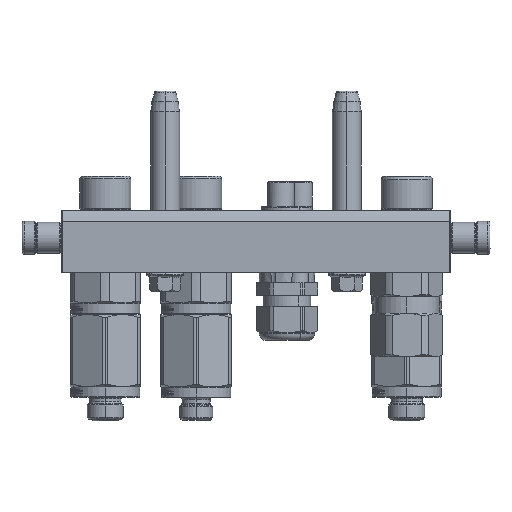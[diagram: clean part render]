
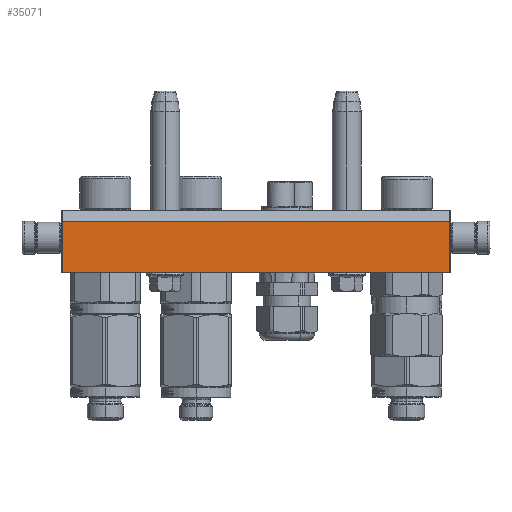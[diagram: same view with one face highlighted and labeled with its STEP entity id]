
A CAD part, left-side view. The second image highlights one B-rep face of the part: STEP entity #35071.
In plain terms, the highlighted face is planar.
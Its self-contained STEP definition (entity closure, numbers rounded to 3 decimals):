
#5571 = PLANE ( 'NONE',  #81270 ) ;
#11505 = CARTESIAN_POINT ( 'NONE',  ( 93.5, -10., -45. ) ) ;
#13770 = VECTOR ( 'NONE', #55444, 1000. ) ;
#19101 = VERTEX_POINT ( 'NONE', #59465 ) ;
#21207 = CARTESIAN_POINT ( 'NONE',  ( -93.5, -10., -45. ) ) ;
#22636 = CARTESIAN_POINT ( 'NONE',  ( 94., -15., -45. ) ) ;
#25363 = ORIENTED_EDGE ( 'NONE', *, *, #107483, .F. ) ;
#27039 = VECTOR ( 'NONE', #70888, 1000. ) ;
#27353 = EDGE_LOOP ( 'NONE', ( #55293, #35087, #25363, #101629 ) ) ;
#30460 = DIRECTION ( 'NONE',  ( -1., 0., 0. ) ) ;
#34270 = CARTESIAN_POINT ( 'NONE',  ( 93.5, 15., -45. ) ) ;
#35071 = ADVANCED_FACE ( 'NONE', ( #99427 ), #5571, .T. ) ;
#35087 = ORIENTED_EDGE ( 'NONE', *, *, #66711, .F. ) ;
#36116 = VECTOR ( 'NONE', #92918, 1000. ) ;
#39087 = VERTEX_POINT ( 'NONE', #11505 ) ;
#39895 = CARTESIAN_POINT ( 'NONE',  ( 93.5, 15., -45. ) ) ;
#40152 = DIRECTION ( 'NONE',  ( 0., 0., -1. ) ) ;
#55293 = ORIENTED_EDGE ( 'NONE', *, *, #80066, .F. ) ;
#55444 = DIRECTION ( 'NONE',  ( 0., 1., 0. ) ) ;
#59465 = CARTESIAN_POINT ( 'NONE',  ( -93.5, 15., -45. ) ) ;
#59593 = DIRECTION ( 'NONE',  ( -1., 0., 0. ) ) ;
#66565 = CARTESIAN_POINT ( 'NONE',  ( -93.5, -10., -45. ) ) ;
#66711 = EDGE_CURVE ( 'NONE', #39087, #83363, #105400, .T. ) ;
#70888 = DIRECTION ( 'NONE',  ( 1., 0., 0. ) ) ;
#76950 = LINE ( 'NONE', #34270, #92965 ) ;
#80066 = EDGE_CURVE ( 'NONE', #83363, #19101, #76950, .T. ) ;
#81270 = AXIS2_PLACEMENT_3D ( 'NONE', #22636, #40152, #30460 ) ;
#83363 = VERTEX_POINT ( 'NONE', #39895 ) ;
#83947 = CARTESIAN_POINT ( 'NONE',  ( 93.5, -10., -45. ) ) ;
#84319 = LINE ( 'NONE', #97048, #27039 ) ;
#92404 = LINE ( 'NONE', #21207, #13770 ) ;
#92781 = EDGE_CURVE ( 'NONE', #108882, #19101, #92404, .T. ) ;
#92918 = DIRECTION ( 'NONE',  ( 0., 1., 0. ) ) ;
#92965 = VECTOR ( 'NONE', #59593, 1000. ) ;
#97048 = CARTESIAN_POINT ( 'NONE',  ( -93.5, -10., -45. ) ) ;
#99427 = FACE_OUTER_BOUND ( 'NONE', #27353, .T. ) ;
#101629 = ORIENTED_EDGE ( 'NONE', *, *, #92781, .T. ) ;
#105400 = LINE ( 'NONE', #83947, #36116 ) ;
#107483 = EDGE_CURVE ( 'NONE', #108882, #39087, #84319, .T. ) ;
#108882 = VERTEX_POINT ( 'NONE', #66565 ) ;
